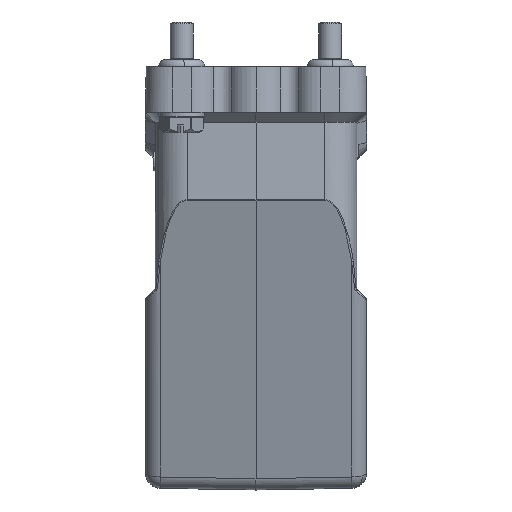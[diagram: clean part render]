
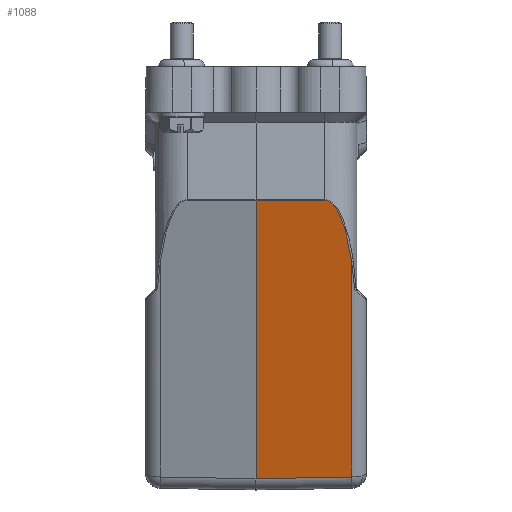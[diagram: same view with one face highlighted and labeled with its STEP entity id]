
A CAD part, left-side view. The second image highlights one B-rep face of the part: STEP entity #1088.
In plain terms, the highlighted planar face has unit normal (-0.966, -0.018, -0.259).
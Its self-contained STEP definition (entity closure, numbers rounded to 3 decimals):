
#532=FACE_OUTER_BOUND('',#3328,.T.);
#1088=ADVANCED_FACE('',(#532),#1556,.F.);
#1556=PLANE('',#9883);
#2223=LINE('',#14683,#2727);
#2224=LINE('',#14690,#2728);
#2225=LINE('',#14693,#2729);
#2226=LINE('',#14733,#2730);
#2727=VECTOR('',#11207,1.);
#2728=VECTOR('',#11210,1.);
#2729=VECTOR('',#11211,1.);
#2730=VECTOR('',#11212,1.);
#3328=EDGE_LOOP('',(#4635,#4636,#4637,#4638,#4639));
#4635=ORIENTED_EDGE('',*,*,#8061,.T.);
#4636=ORIENTED_EDGE('',*,*,#8062,.F.);
#4637=ORIENTED_EDGE('',*,*,#8063,.T.);
#4638=ORIENTED_EDGE('',*,*,#8059,.T.);
#4639=ORIENTED_EDGE('',*,*,#8064,.T.);
#7021=VERTEX_POINT('',#14682);
#7022=VERTEX_POINT('',#14684);
#7023=VERTEX_POINT('',#14691);
#7024=VERTEX_POINT('',#14692);
#7025=VERTEX_POINT('',#14694);
#8059=EDGE_CURVE('',#7022,#7021,#2223,.T.);
#8061=EDGE_CURVE('',#7023,#7024,#2224,.T.);
#8062=EDGE_CURVE('',#7025,#7024,#2225,.T.);
#8063=EDGE_CURVE('',#7025,#7022,#9161,.T.);
#8064=EDGE_CURVE('',#7021,#7023,#2226,.T.);
#9161=B_SPLINE_CURVE_WITH_KNOTS('',3,(#14695,#14696,#14697,#14698,#14699,
#14700,#14701,#14702,#14703,#14704,#14705,#14706,#14707,#14708,#14709,#14710,
#14711,#14712,#14713,#14714,#14715,#14716,#14717,#14718,#14719,#14720,#14721,
#14722,#14723,#14724,#14725,#14726,#14727,#14728,#14729,#14730,#14731,#14732),
 .UNSPECIFIED.,.F.,.F.,(4,1,2,2,2,2,2,2,2,2,1,2,2,2,2,2,2,2,2,4),(0.,0.125,
0.188,0.25,0.313,0.375,0.438,0.5,0.563,0.625,
0.688,0.719,0.75,0.781,
0.813,0.844,0.875,0.906,
0.938,1.),.UNSPECIFIED.);
#9883=AXIS2_PLACEMENT_3D('',#14734,#11213,#11214);
#11207=DIRECTION('',(-0.017,1.,-0.002));
#11210=DIRECTION('',(0.013,-1.,0.017));
#11211=DIRECTION('',(0.259,0.,-0.966));
#11212=DIRECTION('',(0.259,0.,-0.966));
#11213=DIRECTION('',(0.966,0.017,0.259));
#11214=DIRECTION('',(0.259,0.,-0.966));
#14682=CARTESIAN_POINT('',(-74.983,0.,4.969));
#14683=CARTESIAN_POINT('',(-74.668,-18.048,5.01));
#14684=CARTESIAN_POINT('',(-74.668,-18.048,5.01));
#14690=CARTESIAN_POINT('',(-55.43,0.,-68.003));
#14691=CARTESIAN_POINT('',(-55.43,0.,-68.003));
#14692=CARTESIAN_POINT('',(-55.094,-25.07,-67.566));
#14693=CARTESIAN_POINT('',(-70.236,-25.07,-11.058));
#14694=CARTESIAN_POINT('',(-70.236,-25.07,-11.058));
#14695=CARTESIAN_POINT('',(-70.236,-25.07,-11.058));
#14696=CARTESIAN_POINT('',(-70.451,-24.962,-10.261));
#14697=CARTESIAN_POINT('',(-70.766,-24.787,-9.097));
#14698=CARTESIAN_POINT('',(-71.069,-24.592,-7.98));
#14699=CARTESIAN_POINT('',(-71.268,-24.456,-7.247));
#14700=CARTESIAN_POINT('',(-71.356,-24.394,-6.921));
#14701=CARTESIAN_POINT('',(-71.569,-24.234,-6.136));
#14702=CARTESIAN_POINT('',(-71.673,-24.152,-5.753));
#14703=CARTESIAN_POINT('',(-71.877,-23.984,-5.006));
#14704=CARTESIAN_POINT('',(-71.967,-23.906,-4.673));
#14705=CARTESIAN_POINT('',(-72.177,-23.714,-3.903));
#14706=CARTESIAN_POINT('',(-72.28,-23.614,-3.526));
#14707=CARTESIAN_POINT('',(-72.481,-23.408,-2.789));
#14708=CARTESIAN_POINT('',(-72.568,-23.315,-2.47));
#14709=CARTESIAN_POINT('',(-72.784,-23.07,-1.682));
#14710=CARTESIAN_POINT('',(-72.887,-22.945,-1.305));
#14711=CARTESIAN_POINT('',(-73.085,-22.691,-0.583));
#14712=CARTESIAN_POINT('',(-73.166,-22.581,-0.289));
#14713=CARTESIAN_POINT('',(-73.375,-22.276,0.469));
#14714=CARTESIAN_POINT('',(-73.525,-22.038,1.013));
#14715=CARTESIAN_POINT('',(-73.665,-21.789,1.52));
#14716=CARTESIAN_POINT('',(-73.757,-21.619,1.85));
#14717=CARTESIAN_POINT('',(-73.793,-21.549,1.982));
#14718=CARTESIAN_POINT('',(-73.896,-21.343,2.354));
#14719=CARTESIAN_POINT('',(-73.945,-21.24,2.528));
#14720=CARTESIAN_POINT('',(-74.036,-21.038,2.853));
#14721=CARTESIAN_POINT('',(-74.07,-20.957,2.976));
#14722=CARTESIAN_POINT('',(-74.164,-20.719,3.309));
#14723=CARTESIAN_POINT('',(-74.208,-20.598,3.466));
#14724=CARTESIAN_POINT('',(-74.291,-20.348,3.759));
#14725=CARTESIAN_POINT('',(-74.323,-20.244,3.873));
#14726=CARTESIAN_POINT('',(-74.41,-19.934,4.173));
#14727=CARTESIAN_POINT('',(-74.448,-19.779,4.307));
#14728=CARTESIAN_POINT('',(-74.516,-19.466,4.539));
#14729=CARTESIAN_POINT('',(-74.541,-19.336,4.624));
#14730=CARTESIAN_POINT('',(-74.629,-18.781,4.915));
#14731=CARTESIAN_POINT('',(-74.662,-18.414,5.011));
#14732=CARTESIAN_POINT('',(-74.668,-18.048,5.01));
#14733=CARTESIAN_POINT('',(-74.983,0.,4.969));
#14734=CARTESIAN_POINT('',(-54.636,0.,-70.968));
